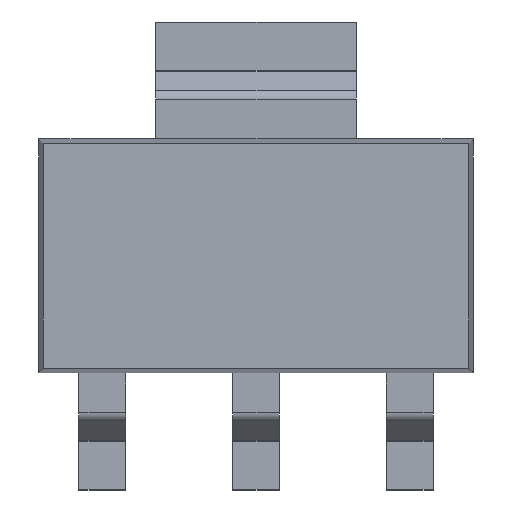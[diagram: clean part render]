
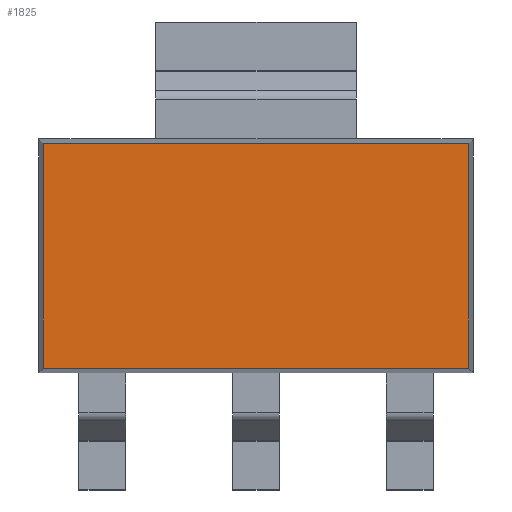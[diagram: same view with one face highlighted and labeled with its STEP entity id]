
A CAD part, top view. The second image highlights one B-rep face of the part: STEP entity #1825.
In plain terms, the highlighted planar face has unit normal (0, 0, 1).
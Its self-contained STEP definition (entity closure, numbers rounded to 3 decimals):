
#50 = CARTESIAN_POINT ( 'NONE',  ( -3.18, -1.68, 0.8 ) ) ;
#183 = ORIENTED_EDGE ( 'NONE', *, *, #5133, .T. ) ;
#304 = DIRECTION ( 'NONE',  ( 1., 0., 0. ) ) ;
#327 = PLANE ( 'NONE',  #3851 ) ;
#361 = VECTOR ( 'NONE', #853, 1000. ) ;
#374 = LINE ( 'NONE', #870, #361 ) ;
#534 = VERTEX_POINT ( 'NONE', #4205 ) ;
#624 = DIRECTION ( 'NONE',  ( 0., -1., 0. ) ) ;
#853 = DIRECTION ( 'NONE',  ( 0., 1., 0. ) ) ;
#870 = CARTESIAN_POINT ( 'NONE',  ( 3.18, 0., 0.8 ) ) ;
#995 = EDGE_CURVE ( 'NONE', #534, #2823, #374, .T. ) ;
#1002 = VECTOR ( 'NONE', #624, 1000. ) ;
#1580 = EDGE_CURVE ( 'NONE', #4257, #4256, #4172, .T. ) ;
#1622 = CARTESIAN_POINT ( 'NONE',  ( -3.18, 1.68, 0.8 ) ) ;
#1641 = VECTOR ( 'NONE', #304, 1000. ) ;
#1716 = CARTESIAN_POINT ( 'NONE',  ( 3.18, 1.68, 0.8 ) ) ;
#1825 = ADVANCED_FACE ( 'NONE', ( #3266 ), #327, .F. ) ;
#2092 = CARTESIAN_POINT ( 'NONE',  ( -3.18, 0., 0.8 ) ) ;
#2174 = ORIENTED_EDGE ( 'NONE', *, *, #1580, .T. ) ;
#2823 = VERTEX_POINT ( 'NONE', #1716 ) ;
#2844 = CARTESIAN_POINT ( 'NONE',  ( 0., 1.68, 0.8 ) ) ;
#2997 = VECTOR ( 'NONE', #3237, 1000. ) ;
#2999 = ORIENTED_EDGE ( 'NONE', *, *, #4565, .T. ) ;
#3134 = LINE ( 'NONE', #2844, #2997 ) ;
#3237 = DIRECTION ( 'NONE',  ( -1., 0., 0. ) ) ;
#3266 = FACE_OUTER_BOUND ( 'NONE', #4167, .T. ) ;
#3569 = CARTESIAN_POINT ( 'NONE',  ( 0., -1.68, 0.8 ) ) ;
#3851 = AXIS2_PLACEMENT_3D ( 'NONE', #5088, #5125, #4364 ) ;
#3985 = LINE ( 'NONE', #3569, #1641 ) ;
#4167 = EDGE_LOOP ( 'NONE', ( #4474, #183, #2174, #2999 ) ) ;
#4172 = LINE ( 'NONE', #2092, #1002 ) ;
#4205 = CARTESIAN_POINT ( 'NONE',  ( 3.18, -1.68, 0.8 ) ) ;
#4256 = VERTEX_POINT ( 'NONE', #50 ) ;
#4257 = VERTEX_POINT ( 'NONE', #1622 ) ;
#4364 = DIRECTION ( 'NONE',  ( -1., 0., 0. ) ) ;
#4474 = ORIENTED_EDGE ( 'NONE', *, *, #995, .T. ) ;
#4565 = EDGE_CURVE ( 'NONE', #4256, #534, #3985, .T. ) ;
#5088 = CARTESIAN_POINT ( 'NONE',  ( 0., 0., 0.8 ) ) ;
#5125 = DIRECTION ( 'NONE',  ( 0., 0., -1. ) ) ;
#5133 = EDGE_CURVE ( 'NONE', #2823, #4257, #3134, .T. ) ;
